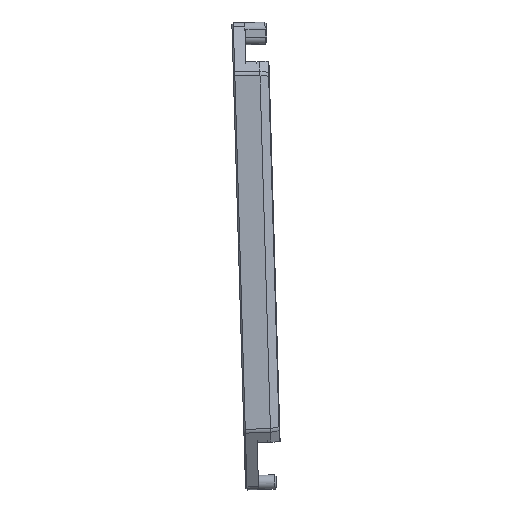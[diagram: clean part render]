
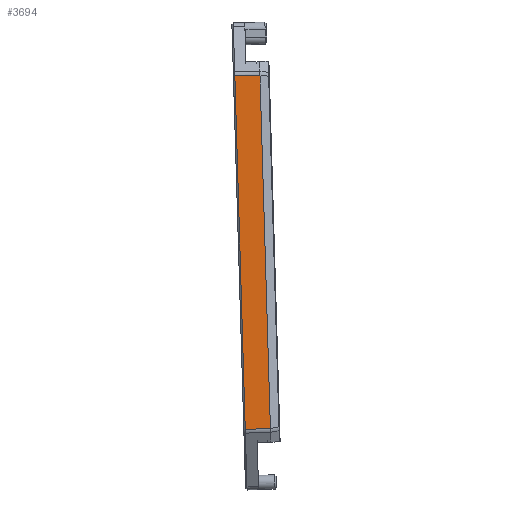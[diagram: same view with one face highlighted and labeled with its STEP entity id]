
A CAD part, left-side view. The second image highlights one B-rep face of the part: STEP entity #3694.
In plain terms, the highlighted planar face has unit normal (-1, 0, 0).
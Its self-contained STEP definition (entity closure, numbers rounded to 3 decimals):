
#654=DIRECTION('',(0.,0.029,1.));
#655=VECTOR('',#654,49.213);
#656=CARTESIAN_POINT('',(-28.2,123.19,-74.288));
#657=LINE('',#656,#655);
#658=DIRECTION('',(0.,-1.,0.029));
#659=VECTOR('',#658,3.497);
#660=CARTESIAN_POINT('',(-28.2,126.685,-74.391));
#661=LINE('',#660,#659);
#662=DIRECTION('',(0.,-0.029,-1.));
#663=VECTOR('',#662,49.213);
#664=CARTESIAN_POINT('',(-28.2,128.136,-25.2));
#665=LINE('',#664,#663);
#666=DIRECTION('',(0.,1.,-0.03));
#667=VECTOR('',#666,3.497);
#668=CARTESIAN_POINT('',(-28.2,124.641,-25.097));
#669=LINE('',#668,#667);
#2338=CARTESIAN_POINT('',(-28.2,123.19,
-74.288));
#2339=CARTESIAN_POINT('',(-28.2,124.641,
-25.097));
#2340=VERTEX_POINT('',#2338);
#2341=VERTEX_POINT('',#2339);
#2561=CARTESIAN_POINT('',(-28.2,126.685,
-74.391));
#2562=VERTEX_POINT('',#2561);
#2622=CARTESIAN_POINT('',(-28.2,128.136,
-25.2));
#2623=VERTEX_POINT('',#2622);
#3681=CARTESIAN_POINT('',(-28.2,122.625,
-20.108));
#3682=DIRECTION('',(-1.,0.,0.));
#3683=DIRECTION('',(0.,1.,0.));
#3684=AXIS2_PLACEMENT_3D('',#3681,#3682,#3683);
#3685=PLANE('',#3684);
#3686=ORIENTED_EDGE('',*,*,#2943,.F.);
#3688=ORIENTED_EDGE('',*,*,#3687,.F.);
#3690=ORIENTED_EDGE('',*,*,#3689,.F.);
#3691=ORIENTED_EDGE('',*,*,#3673,.F.);
#3692=EDGE_LOOP('',(#3686,#3688,#3690,#3691));
#3693=FACE_OUTER_BOUND('',#3692,.F.);
#3694=ADVANCED_FACE('',(#3693),#3685,.T.);
#2943=EDGE_CURVE('',#2340,#2341,#657,.T.);
#3673=EDGE_CURVE('',#2341,#2623,#669,.T.);
#3687=EDGE_CURVE('',#2562,#2340,#661,.T.);
#3689=EDGE_CURVE('',#2623,#2562,#665,.T.);
